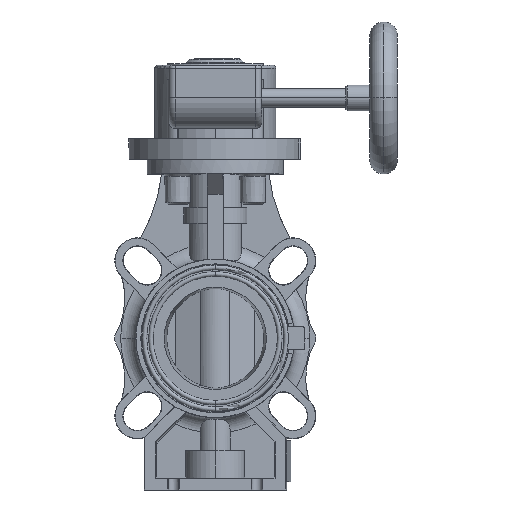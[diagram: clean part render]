
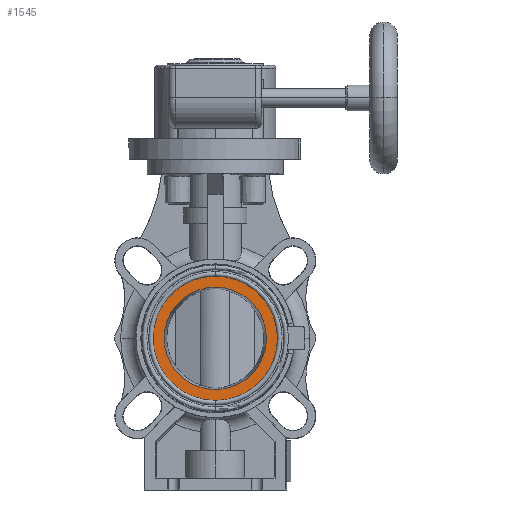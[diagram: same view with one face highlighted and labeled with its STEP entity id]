
A CAD part, front view. The second image highlights one B-rep face of the part: STEP entity #1545.
In plain terms, the highlighted planar face has unit normal (0, -1, 0).
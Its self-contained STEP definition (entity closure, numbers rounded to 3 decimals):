
#1545=ADVANCED_FACE('',(#3418,#3419),#3420,.F.);
#3418=FACE_OUTER_BOUND('',#5960,.T.);
#3419=FACE_BOUND('',#5961,.T.);
#3420=PLANE('',#5962);
#5960=EDGE_LOOP('',(#10478,#10479));
#5961=EDGE_LOOP('',(#10480,#10481));
#5962=AXIS2_PLACEMENT_3D('',#10482,#10483,#10484);
#10478=ORIENTED_EDGE('',*,*,#15260,.T.);
#10479=ORIENTED_EDGE('',*,*,#15263,.T.);
#10480=ORIENTED_EDGE('',*,*,#15265,.T.);
#10481=ORIENTED_EDGE('',*,*,#15266,.T.);
#10482=CARTESIAN_POINT('',(0.,-25.0,0.));
#10483=DIRECTION('',(0.0,1.0,0.0));
#10484=DIRECTION('',(0.0,0.0,-1.0));
#15260=EDGE_CURVE('',#19453,#19451,#19454,.T.);
#15263=EDGE_CURVE('',#19451,#19453,#19457,.T.);
#15265=EDGE_CURVE('',#19459,#19460,#19461,.T.);
#15266=EDGE_CURVE('',#19460,#19459,#19462,.T.);
#19451=VERTEX_POINT('',#25295);
#19453=VERTEX_POINT('',#25297);
#19454=CIRCLE('',#25298,41.0);
#19457=CIRCLE('',#25301,41.0);
#19459=VERTEX_POINT('',#25303);
#19460=VERTEX_POINT('',#25304);
#19461=CIRCLE('',#25305,33.75);
#19462=CIRCLE('',#25306,33.75);
#25295=CARTESIAN_POINT('',(0.,-25.0,41.0));
#25297=CARTESIAN_POINT('',(0.,-25.0,-41.0));
#25298=AXIS2_PLACEMENT_3D('',#29987,#29988,#29989);
#25301=AXIS2_PLACEMENT_3D('',#29993,#29994,#29995);
#25303=CARTESIAN_POINT('',(0.,-25.,33.75));
#25304=CARTESIAN_POINT('',(0.,-25.,-33.75));
#25305=AXIS2_PLACEMENT_3D('',#29996,#29997,#29998);
#25306=AXIS2_PLACEMENT_3D('',#29999,#30000,#30001);
#29987=CARTESIAN_POINT('',(0.,-25.0,0.));
#29988=DIRECTION('',(0.0,-1.0,-0.0));
#29989=DIRECTION('',(0.,0.0,-1.0));
#29993=CARTESIAN_POINT('',(0.,-25.0,0.));
#29994=DIRECTION('',(0.0,-1.0,0.0));
#29995=DIRECTION('',(0.,0.0,1.0));
#29996=CARTESIAN_POINT('',(0.,-25.,0.));
#29997=DIRECTION('',(0.0,1.0,0.0));
#29998=DIRECTION('',(0.,0.0,1.0));
#29999=CARTESIAN_POINT('',(0.,-25.,0.));
#30000=DIRECTION('',(0.0,1.0,0.0));
#30001=DIRECTION('',(0.,0.0,-1.0));
